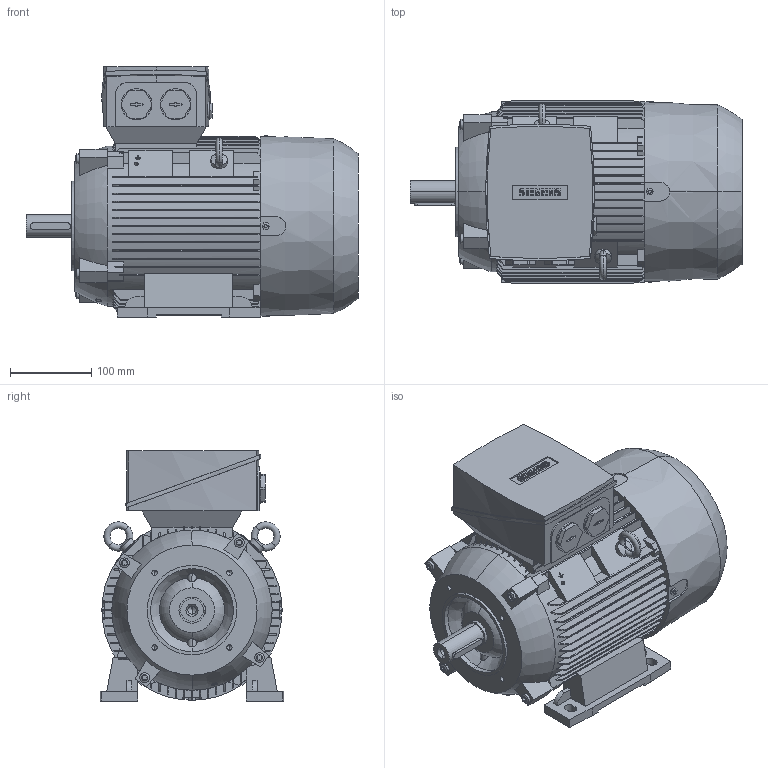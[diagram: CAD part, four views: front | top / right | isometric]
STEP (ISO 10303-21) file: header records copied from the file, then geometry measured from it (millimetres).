
FILE_DESCRIPTION(('STEP AP214'),'1');
FILE_NAME('cctmp_09305F8B-E490-4CB2-91C8-A2F15E78D5BC_2023_06_26_14_57_08_0840..stp','2023-06-26T12:57:09',('SIEMENS A&D'),('CADClick - www.CADClick.com'),'Spatial InterOp 3D',' ','unknown authorization');
FILE_SCHEMA(('AUTOMOTIVE_DESIGN'));
Length unit declared in the file: millimetre
Products named in the file (1): 2023_06_26_14_57_08_0824
Bounding box: 408.5 x 226 x 308 mm (x, y, z)
Volume: 13669368.1 mm3; surface area: 624088.2 mm2
Topology: 1 solids, 1 shells, 1003 faces, 2768 edges, 1815 vertices
Faces by surface type: plane 593, cylinder 242, torus 126, cone 38, sphere 4
Entity records: 46740 total; most frequent: CARTESIAN_POINT 13617, ORIENTED_EDGE 5516, DIRECTION 4840, EDGE_CURVE 2758, VERTEX_POINT 1815, LINE 1688, VECTOR 1688, AXIS2_PLACEMENT_3D 1576
